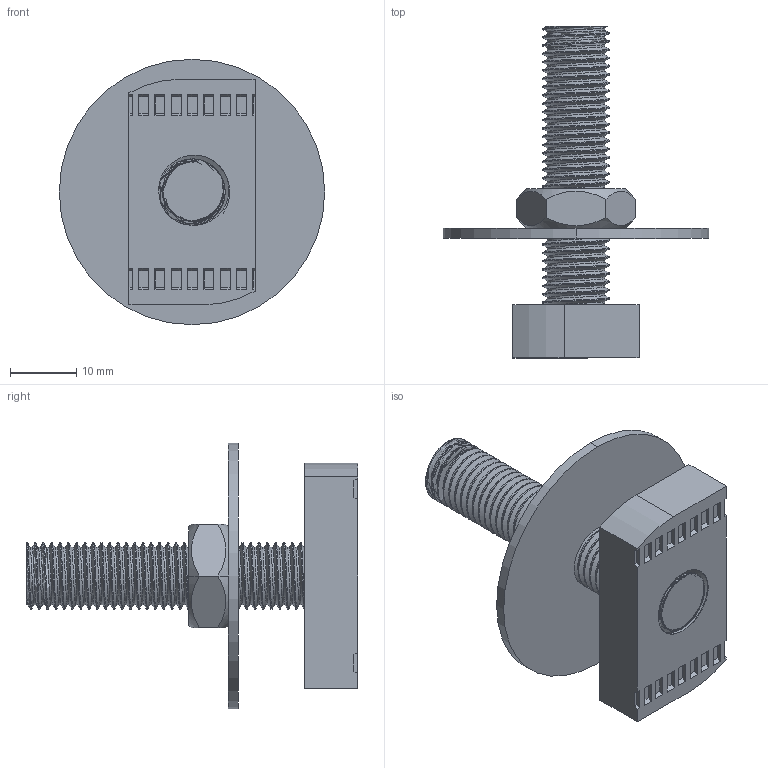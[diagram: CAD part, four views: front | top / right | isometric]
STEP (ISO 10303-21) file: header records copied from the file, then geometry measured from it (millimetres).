
FILE_DESCRIPTION (( 'STEP AP203' ), '1' );
FILE_NAME ('3D-R6660_M10x50_173486620.STEP', '2024-08-27T06:29:14', ( '' ), ( '' ), 'SwSTEP 2.0', 'SolidWorks 2024', '' );
FILE_SCHEMA (( 'CONFIG_CONTROL_DESIGN' ));
Length unit declared in the file: millimetre
Products named in the file (1): 3D-R6660_M10x50_173486620
Bounding box: 40 x 50 x 40 mm (x, y, z)
Volume: 10160.4 mm3; surface area: 8345.5 mm2
Topology: 4 solids, 4 shells, 229 faces, 617 edges, 410 vertices
Faces by surface type: cylinder 112, plane 104, bspline 9, cone 4
Entity records: 25665 total; most frequent: CARTESIAN_POINT 20448, ORIENTED_EDGE 1234, DIRECTION 837, EDGE_CURVE 617, VERTEX_POINT 410, LINE 347, VECTOR 347, EDGE_LOOP 249
